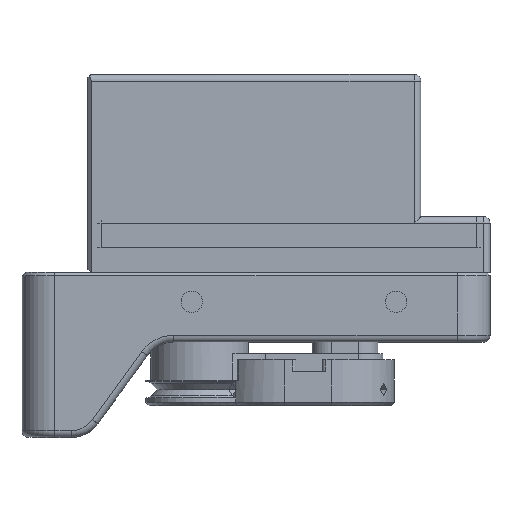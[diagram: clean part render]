
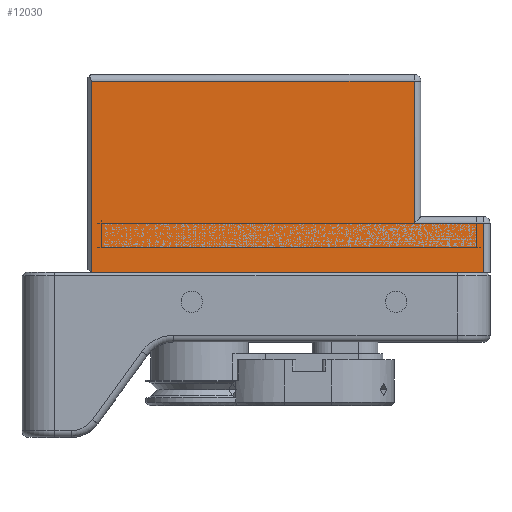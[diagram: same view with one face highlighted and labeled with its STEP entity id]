
A CAD part, top view. The second image highlights one B-rep face of the part: STEP entity #12030.
In plain terms, the highlighted planar face has unit normal (0, 0, 1).
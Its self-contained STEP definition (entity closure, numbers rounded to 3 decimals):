
#1270=FACE_OUTER_BOUND('',#1978,.T.);
#1978=EDGE_LOOP('',(#9451,#9452,#9453,#9454,#9455,#9456));
#2965=LINE('',#19105,#4213);
#2978=LINE('',#19158,#4226);
#2981=LINE('',#19165,#4229);
#2982=LINE('',#19170,#4230);
#3000=LINE('',#19218,#4248);
#3001=LINE('',#19219,#4249);
#4213=VECTOR('',#15208,10.);
#4226=VECTOR('',#15269,10.);
#4229=VECTOR('',#15276,10.);
#4230=VECTOR('',#15281,10.);
#4248=VECTOR('',#15315,10.);
#4249=VECTOR('',#15316,10.);
#5379=VERTEX_POINT('',#19095);
#5383=VERTEX_POINT('',#19104);
#5385=VERTEX_POINT('',#19109);
#5400=VERTEX_POINT('',#19161);
#5403=VERTEX_POINT('',#19168);
#5425=VERTEX_POINT('',#19217);
#6789=EDGE_CURVE('',#5379,#5383,#2965,.T.);
#6816=EDGE_CURVE('',#5383,#5385,#2978,.T.);
#6820=EDGE_CURVE('',#5385,#5400,#2981,.T.);
#6822=EDGE_CURVE('',#5403,#5379,#2982,.T.);
#6846=EDGE_CURVE('',#5425,#5403,#3000,.T.);
#6847=EDGE_CURVE('',#5425,#5400,#3001,.T.);
#9451=ORIENTED_EDGE('',*,*,#6820,.F.);
#9452=ORIENTED_EDGE('',*,*,#6816,.F.);
#9453=ORIENTED_EDGE('',*,*,#6789,.F.);
#9454=ORIENTED_EDGE('',*,*,#6822,.F.);
#9455=ORIENTED_EDGE('',*,*,#6846,.F.);
#9456=ORIENTED_EDGE('',*,*,#6847,.T.);
#11516=PLANE('',#12988);
#12030=ADVANCED_FACE('',(#1270),#11516,.T.);
#12988=AXIS2_PLACEMENT_3D('',#19216,#15313,#15314);
#15208=DIRECTION('',(0.,-1.,0.));
#15269=DIRECTION('',(1.,0.,0.));
#15276=DIRECTION('',(0.,-1.,0.));
#15281=DIRECTION('',(1.,0.,0.));
#15313=DIRECTION('center_axis',(0.,0.,1.));
#15314=DIRECTION('ref_axis',(0.,-1.,0.));
#15315=DIRECTION('',(0.,1.,0.));
#15316=DIRECTION('',(1.,0.,0.));
#19095=CARTESIAN_POINT('',(32.5,41.22,17.));
#19104=CARTESIAN_POINT('',(32.5,19.67,17.));
#19105=CARTESIAN_POINT('',(32.5,31.445,17.));
#19109=CARTESIAN_POINT('',(43.,19.67,17.));
#19158=CARTESIAN_POINT('',(8.25,19.67,17.));
#19161=CARTESIAN_POINT('',(43.,12.22,17.));
#19165=CARTESIAN_POINT('',(43.,31.445,17.));
#19168=CARTESIAN_POINT('',(-16.5,41.22,17.));
#19170=CARTESIAN_POINT('',(-17.,41.22,17.));
#19216=CARTESIAN_POINT('Origin',(-17.,42.22,17.));
#19217=CARTESIAN_POINT('',(-16.5,12.22,17.));
#19218=CARTESIAN_POINT('',(-16.5,34.72,17.));
#19219=CARTESIAN_POINT('',(-17.,12.22,17.));
